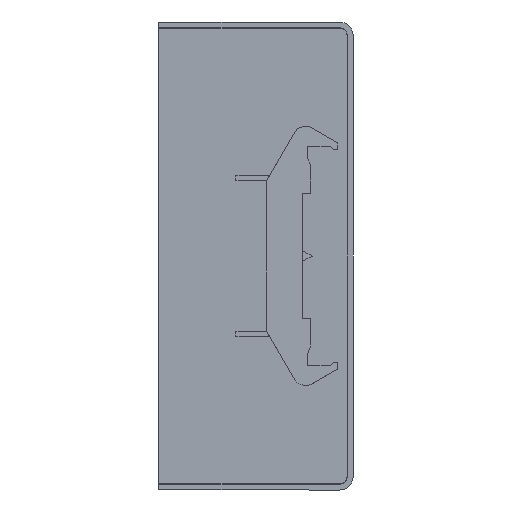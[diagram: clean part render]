
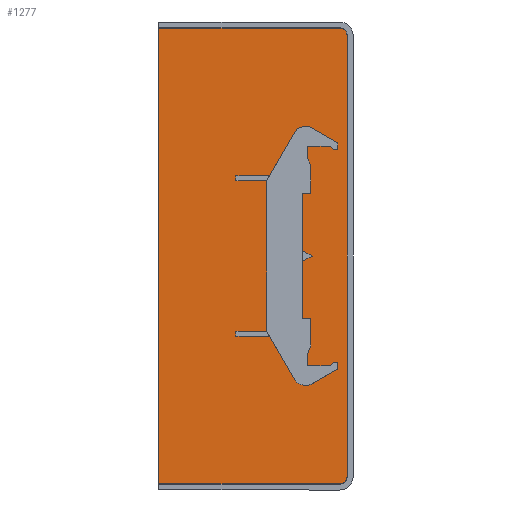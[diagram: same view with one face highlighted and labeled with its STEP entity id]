
A CAD part, top view. The second image highlights one B-rep face of the part: STEP entity #1277.
In plain terms, the highlighted planar face has unit normal (0, 0, 1).
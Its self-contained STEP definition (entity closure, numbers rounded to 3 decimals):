
#99 = EDGE_CURVE ( 'NONE', #2716, #2629, #2828, .T. ) ;
#120 = EDGE_CURVE ( 'NONE', #877, #2899, #3672, .T. ) ;
#235 = CARTESIAN_POINT ( 'NONE',  ( 0., -85.178, 0. ) ) ;
#268 = ORIENTED_EDGE ( 'NONE', *, *, #2655, .F. ) ;
#300 = ORIENTED_EDGE ( 'NONE', *, *, #120, .F. ) ;
#351 = CARTESIAN_POINT ( 'NONE',  ( 67.5, 85.178, 0. ) ) ;
#414 = ORIENTED_EDGE ( 'NONE', *, *, #2614, .F. ) ;
#503 = DIRECTION ( 'NONE',  ( 0., 0., -1. ) ) ;
#545 = LINE ( 'NONE', #2612, #1234 ) ;
#877 = VERTEX_POINT ( 'NONE', #2253 ) ;
#892 = VECTOR ( 'NONE', #3079, 1000. ) ;
#1189 = AXIS2_PLACEMENT_3D ( 'NONE', #3340, #3307, #3293 ) ;
#1234 = VECTOR ( 'NONE', #2028, 1000. ) ;
#1277 = ADVANCED_FACE ( 'NONE', ( #3198 ), #3674, .F. ) ;
#1291 = VERTEX_POINT ( 'NONE', #3630 ) ;
#1419 = CARTESIAN_POINT ( 'NONE',  ( 70.378, -82.3, 0. ) ) ;
#1422 = VECTOR ( 'NONE', #3447, 1000. ) ;
#1437 = CIRCLE ( 'NONE', #2690, 2.878 ) ;
#1585 = VERTEX_POINT ( 'NONE', #235 ) ;
#1718 = CARTESIAN_POINT ( 'NONE',  ( 0., 85.3, 0. ) ) ;
#1724 = DIRECTION ( 'NONE',  ( 0., 0., -1. ) ) ;
#1974 = ORIENTED_EDGE ( 'NONE', *, *, #2542, .F. ) ;
#2018 = EDGE_CURVE ( 'NONE', #2629, #1291, #3040, .T. ) ;
#2028 = DIRECTION ( 'NONE',  ( -1., 0., 0. ) ) ;
#2253 = CARTESIAN_POINT ( 'NONE',  ( 0., 85.178, 0. ) ) ;
#2298 = CARTESIAN_POINT ( 'NONE',  ( 67.5, 82.3, 0. ) ) ;
#2542 = EDGE_CURVE ( 'NONE', #2899, #2716, #1437, .T. ) ;
#2603 = DIRECTION ( 'NONE',  ( 1., 0., 0. ) ) ;
#2612 = CARTESIAN_POINT ( 'NONE',  ( 67.5, -85.178, 0. ) ) ;
#2614 = EDGE_CURVE ( 'NONE', #1291, #1585, #545, .T. ) ;
#2623 = DIRECTION ( 'NONE',  ( 0., 1., 0. ) ) ;
#2629 = VERTEX_POINT ( 'NONE', #1419 ) ;
#2655 = EDGE_CURVE ( 'NONE', #1585, #877, #3641, .T. ) ;
#2690 = AXIS2_PLACEMENT_3D ( 'NONE', #2298, #503, #2603 ) ;
#2716 = VERTEX_POINT ( 'NONE', #3250 ) ;
#2747 = VECTOR ( 'NONE', #2623, 1000. ) ;
#2755 = ORIENTED_EDGE ( 'NONE', *, *, #99, .F. ) ;
#2828 = LINE ( 'NONE', #3458, #1422 ) ;
#2899 = VERTEX_POINT ( 'NONE', #351 ) ;
#2918 = AXIS2_PLACEMENT_3D ( 'NONE', #3517, #1724, #3827 ) ;
#3040 = CIRCLE ( 'NONE', #2918, 2.878 ) ;
#3079 = DIRECTION ( 'NONE',  ( 1., 0., 0. ) ) ;
#3128 = ORIENTED_EDGE ( 'NONE', *, *, #2018, .F. ) ;
#3198 = FACE_OUTER_BOUND ( 'NONE', #3372, .T. ) ;
#3211 = CARTESIAN_POINT ( 'NONE',  ( 67.5, 85.178, 0. ) ) ;
#3250 = CARTESIAN_POINT ( 'NONE',  ( 70.378, 82.3, 0. ) ) ;
#3293 = DIRECTION ( 'NONE',  ( -1., 0., 0. ) ) ;
#3307 = DIRECTION ( 'NONE',  ( 0., 0., -1. ) ) ;
#3340 = CARTESIAN_POINT ( 'NONE',  ( 67.5, 82.3, 0. ) ) ;
#3372 = EDGE_LOOP ( 'NONE', ( #3128, #2755, #1974, #300, #268, #414 ) ) ;
#3447 = DIRECTION ( 'NONE',  ( 0., -1., 0. ) ) ;
#3458 = CARTESIAN_POINT ( 'NONE',  ( 70.378, 82.3, 0. ) ) ;
#3517 = CARTESIAN_POINT ( 'NONE',  ( 67.5, -82.3, 0. ) ) ;
#3630 = CARTESIAN_POINT ( 'NONE',  ( 67.5, -85.178, 0. ) ) ;
#3641 = LINE ( 'NONE', #1718, #2747 ) ;
#3672 = LINE ( 'NONE', #3211, #892 ) ;
#3674 = PLANE ( 'NONE',  #1189 ) ;
#3827 = DIRECTION ( 'NONE',  ( 1., 0., 0. ) ) ;
